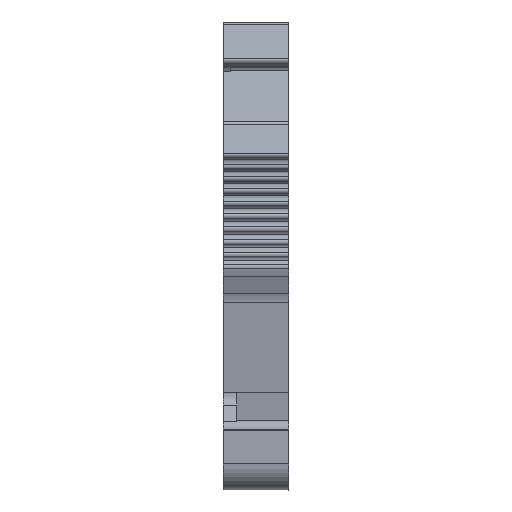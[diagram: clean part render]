
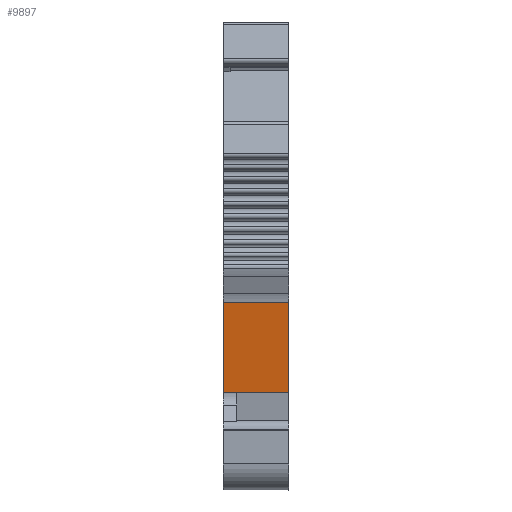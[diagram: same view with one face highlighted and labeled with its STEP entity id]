
A CAD part, left-side view. The second image highlights one B-rep face of the part: STEP entity #9897.
In plain terms, the highlighted planar face has unit normal (-0.986, 0, -0.168).
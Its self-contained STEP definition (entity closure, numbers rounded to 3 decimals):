
#1107=ORIENTED_EDGE('',*,*,#3188,.T.);
#1108=ORIENTED_EDGE('',*,*,#2907,.F.);
#1109=ORIENTED_EDGE('',*,*,#3190,.F.);
#1110=ORIENTED_EDGE('',*,*,#3191,.F.);
#2907=EDGE_CURVE('',#4008,#4009,#4638,.T.);
#3188=EDGE_CURVE('',#4224,#4009,#4833,.T.);
#3190=EDGE_CURVE('',#4225,#4008,#4834,.T.);
#3191=EDGE_CURVE('',#4224,#4225,#4835,.T.);
#4008=VERTEX_POINT('',#13362);
#4009=VERTEX_POINT('',#13364);
#4224=VERTEX_POINT('',#14009);
#4225=VERTEX_POINT('',#14013);
#4638=LINE('',#13363,#5379);
#4833=LINE('',#14008,#5574);
#4834=LINE('',#14012,#5575);
#4835=LINE('',#14014,#5576);
#5379=VECTOR('',#11167,1000.);
#5574=VECTOR('',#11656,1000.);
#5575=VECTOR('',#11661,1000.);
#5576=VECTOR('',#11662,1000.);
#6126=EDGE_LOOP('',(#1107,#1108,#1109,#1110));
#6527=FACE_BOUND('',#6126,.T.);
#6899=PLANE('',#10453);
#9897=ADVANCED_FACE('',(#6527),#6899,.T.);
#10453=AXIS2_PLACEMENT_3D('',#14011,#11659,#11660);
#11167=DIRECTION('',(0.168,0.,-0.986));
#11656=DIRECTION('',(0.,-1.,0.));
#11659=DIRECTION('',(-0.986,0.,-0.168));
#11660=DIRECTION('',(-0.168,0.,0.986));
#11661=DIRECTION('',(0.,-1.,0.));
#11662=DIRECTION('',(-0.168,0.,0.986));
#13362=CARTESIAN_POINT('',(-34.235,-2.15,-3.257));
#13363=CARTESIAN_POINT('',(-33.054,-2.15,-10.186));
#13364=CARTESIAN_POINT('',(-33.054,-2.15,-10.186));
#14008=CARTESIAN_POINT('',(-33.054,93.604,-10.186));
#14009=CARTESIAN_POINT('',(-33.054,2.85,-10.186));
#14011=CARTESIAN_POINT('',(-33.054,93.604,-10.186));
#14012=CARTESIAN_POINT('',(-34.235,93.604,-3.257));
#14013=CARTESIAN_POINT('',(-34.235,2.85,-3.257));
#14014=CARTESIAN_POINT('',(-33.809,2.85,-5.76));
